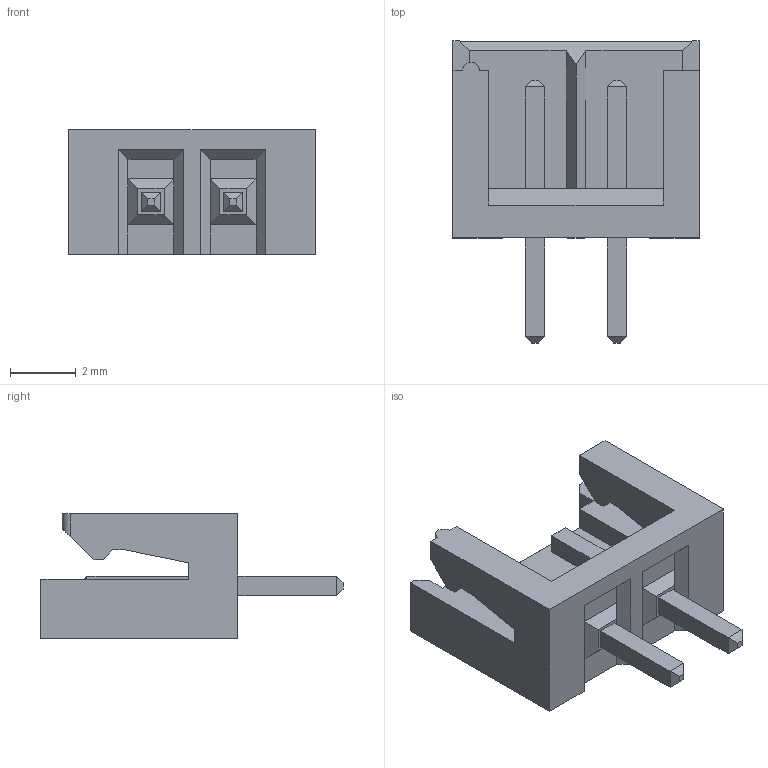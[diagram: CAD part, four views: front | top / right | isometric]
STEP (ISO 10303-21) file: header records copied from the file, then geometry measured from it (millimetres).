
FILE_DESCRIPTION (( 'STEP AP214' ), '1' );
FILE_NAME ('JST-B2B-EH-A.STEP', '2020-12-30T02:21:57', ( '' ), ( '' ), 'SwSTEP 2.0', 'SolidWorks 2020', '' );
FILE_SCHEMA (( 'AUTOMOTIVE_DESIGN' ));
Length unit declared in the file: millimetre
Products named in the file (1): JST-B2B-EH-A
Bounding box: 7.5 x 9.2 x 3.8 mm (x, y, z)
Volume: 75.6 mm3; surface area: 259.5 mm2
Topology: 1 solids, 1 shells, 98 faces, 250 edges, 158 vertices
Faces by surface type: plane 97, cylinder 1
Entity records: 3979 total; most frequent: CARTESIAN_POINT 510, ORIENTED_EDGE 500, DIRECTION 448, EDGE_CURVE 250, LINE 248, VECTOR 248, VERTEX_POINT 158, EDGE_LOOP 102
